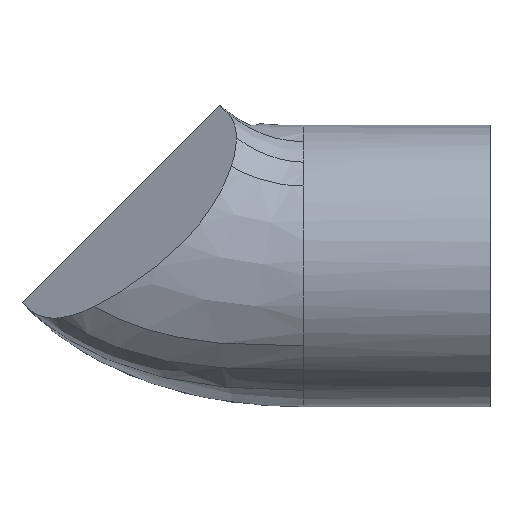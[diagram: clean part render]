
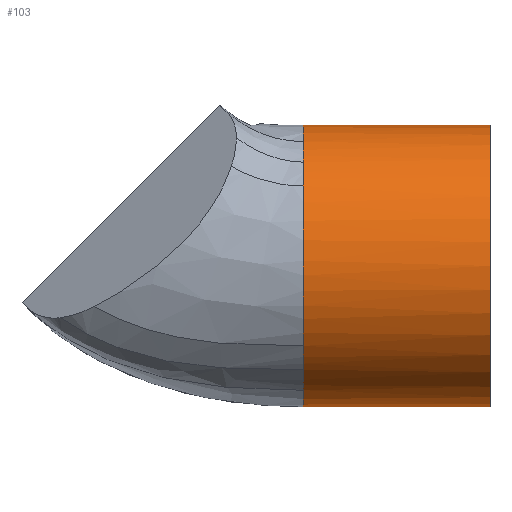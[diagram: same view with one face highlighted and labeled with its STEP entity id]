
A CAD part, front view. The second image highlights one B-rep face of the part: STEP entity #103.
In plain terms, the highlighted cylindrical face has radius 17 mm (diameter 34 mm), a partial arc.
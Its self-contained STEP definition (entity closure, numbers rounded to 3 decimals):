
#103=ADVANCED_FACE('',(#237),#238,.T.);
#237=FACE_OUTER_BOUND('',#406,.T.);
#238=CYLINDRICAL_SURFACE('',#407,17.0);
#406=EDGE_LOOP('',(#2919,#2920,#2921,#2922,#2923,#2924,#2925,#2926,#2927,#2928));
#407=AXIS2_PLACEMENT_3D('',#2929,#2930,#2931);
#2919=ORIENTED_EDGE('',*,*,#3290,.T.);
#2920=ORIENTED_EDGE('',*,*,#3291,.F.);
#2921=ORIENTED_EDGE('',*,*,#3292,.F.);
#2922=ORIENTED_EDGE('',*,*,#3293,.F.);
#2923=ORIENTED_EDGE('',*,*,#3294,.F.);
#2924=ORIENTED_EDGE('',*,*,#3295,.F.);
#2925=ORIENTED_EDGE('',*,*,#3296,.F.);
#2926=ORIENTED_EDGE('',*,*,#3277,.T.);
#2927=ORIENTED_EDGE('',*,*,#3285,.F.);
#2928=ORIENTED_EDGE('',*,*,#3281,.F.);
#2929=CARTESIAN_POINT('',(-0.5,0.0,0.0));
#2930=DIRECTION('',(1.0,0.0,0.0));
#2931=DIRECTION('',(0.0,0.0,-1.0));
#3277=EDGE_CURVE('',#3473,#3471,#3474,.F.);
#3281=EDGE_CURVE('',#3479,#3462,#3481,.T.);
#3285=EDGE_CURVE('',#3462,#3471,#3485,.F.);
#3290=EDGE_CURVE('',#3479,#3490,#3491,.T.);
#3291=EDGE_CURVE('',#3492,#3490,#3493,.F.);
#3292=EDGE_CURVE('',#3494,#3492,#3495,.F.);
#3293=EDGE_CURVE('',#3496,#3494,#3497,.F.);
#3294=EDGE_CURVE('',#3498,#3496,#3499,.F.);
#3295=EDGE_CURVE('',#3500,#3498,#3501,.F.);
#3296=EDGE_CURVE('',#3473,#3500,#3502,.F.);
#3462=VERTEX_POINT('',#3740);
#3471=VERTEX_POINT('',#3753);
#3473=VERTEX_POINT('',#3756);
#3474=LINE('',#3757,#3758);
#3479=VERTEX_POINT('',#3771);
#3481=LINE('',#3782,#3783);
#3485=CIRCLE('',#3787,17.0);
#3490=VERTEX_POINT('',#3792);
#3491=(B_SPLINE_CURVE(3,(#3794,#3795,#3796,#3797,#3798,#3799,#3800),.UNSPECIFIED.,.F.,.F.)B_SPLINE_CURVE_WITH_KNOTS((4,1,1,1,4),(0.,0.25,0.5,0.75,1.),.UNSPECIFIED.)RATIONAL_B_SPLINE_CURVE((1.,0.996,0.989,0.986,0.989,0.996,1.0))BOUNDED_CURVE()REPRESENTATION_ITEM('')GEOMETRIC_REPRESENTATION_ITEM()CURVE());
#3492=VERTEX_POINT('',#3807);
#3493=(B_SPLINE_CURVE(3,(#3809,#3810,#3811,#3812,#3813,#3814,#3815),.UNSPECIFIED.,.F.,.F.)B_SPLINE_CURVE_WITH_KNOTS((4,1,1,1,4),(0.,0.25,0.5,0.75,1.),.UNSPECIFIED.)RATIONAL_B_SPLINE_CURVE((1.0,0.999,0.997,0.996,0.997,0.999,1.0))BOUNDED_CURVE()REPRESENTATION_ITEM('')GEOMETRIC_REPRESENTATION_ITEM()CURVE());
#3494=VERTEX_POINT('',#3822);
#3495=(B_SPLINE_CURVE(3,(#3824,#3825,#3826,#3827),.UNSPECIFIED.,.F.,.F.)B_SPLINE_CURVE_WITH_KNOTS((4,4),(0.,1.),.UNSPECIFIED.)RATIONAL_B_SPLINE_CURVE((1.0,0.996,0.996,1.0))BOUNDED_CURVE()REPRESENTATION_ITEM('')GEOMETRIC_REPRESENTATION_ITEM()CURVE());
#3496=VERTEX_POINT('',#3834);
#3497=(B_SPLINE_CURVE(3,(#3836,#3837,#3838,#3839,#3840,#3841,#3842,#3843,#3844),.UNSPECIFIED.,.F.,.F.)B_SPLINE_CURVE_WITH_KNOTS((4,1,1,1,1,1,4),(0.,0.125,0.25,0.5,0.75,0.875,1.),.UNSPECIFIED.)RATIONAL_B_SPLINE_CURVE((1.0,0.985,0.96,0.923,0.904,0.923,0.96,0.985,1.0))BOUNDED_CURVE()REPRESENTATION_ITEM('')GEOMETRIC_REPRESENTATION_ITEM()CURVE());
#3498=VERTEX_POINT('',#3851);
#3499=(B_SPLINE_CURVE(3,(#3853,#3854,#3855,#3856),.UNSPECIFIED.,.F.,.F.)B_SPLINE_CURVE_WITH_KNOTS((4,4),(0.,1.001),.UNSPECIFIED.)RATIONAL_B_SPLINE_CURVE((1.0,0.996,0.996,1.0))BOUNDED_CURVE()REPRESENTATION_ITEM('')GEOMETRIC_REPRESENTATION_ITEM()CURVE());
#3500=VERTEX_POINT('',#3863);
#3501=(B_SPLINE_CURVE(3,(#3865,#3866,#3867,#3868,#3869,#3870,#3871),.UNSPECIFIED.,.F.,.F.)B_SPLINE_CURVE_WITH_KNOTS((4,1,1,1,4),(0.,0.25,0.5,0.75,1.),.UNSPECIFIED.)RATIONAL_B_SPLINE_CURVE((1.0,0.999,0.997,0.996,0.997,0.999,1.0))BOUNDED_CURVE()REPRESENTATION_ITEM('')GEOMETRIC_REPRESENTATION_ITEM()CURVE());
#3502=(B_SPLINE_CURVE(3,(#3879,#3880,#3881,#3882,#3883,#3884,#3885),.UNSPECIFIED.,.F.,.F.)B_SPLINE_CURVE_WITH_KNOTS((4,1,1,1,4),(0.,0.25,0.5,0.75,1.),.UNSPECIFIED.)RATIONAL_B_SPLINE_CURVE((1.0,0.996,0.989,0.986,0.989,0.996,1.))BOUNDED_CURVE()REPRESENTATION_ITEM('')GEOMETRIC_REPRESENTATION_ITEM()CURVE());
#3740=CARTESIAN_POINT('',(22.0,-0.5,16.993));
#3753=CARTESIAN_POINT('',(22.0,-0.5,-16.993));
#3756=CARTESIAN_POINT('',(-0.5,-0.5,-16.993));
#3757=CARTESIAN_POINT('',(-0.5,-0.5,-16.993));
#3758=VECTOR('',#4584,1.0);
#3771=CARTESIAN_POINT('',(-0.5,-0.5,16.993));
#3782=CARTESIAN_POINT('',(-0.5,-0.5,16.993));
#3783=VECTOR('',#4586,1.0);
#3787=AXIS2_PLACEMENT_3D('',#4593,#4594,#4595);
#3792=CARTESIAN_POINT('',(-0.5,-8.,15.));
#3794=CARTESIAN_POINT('',(-0.5,-0.5,16.993));
#3795=CARTESIAN_POINT('',(-0.5,-1.149,16.974));
#3796=CARTESIAN_POINT('',(-0.5,-2.45,16.861));
#3797=CARTESIAN_POINT('',(-0.5,-4.375,16.467));
#3798=CARTESIAN_POINT('',(-0.5,-6.242,15.853));
#3799=CARTESIAN_POINT('',(-0.5,-7.427,15.306));
#3800=CARTESIAN_POINT('',(-0.5,-8.,15.));
#3807=CARTESIAN_POINT('',(-0.5,-11.5,12.52));
#3809=CARTESIAN_POINT('',(-0.5,-8.,15.));
#3810=CARTESIAN_POINT('',(-0.5,-8.316,14.832));
#3811=CARTESIAN_POINT('',(-0.5,-8.938,14.474));
#3812=CARTESIAN_POINT('',(-0.5,-9.835,13.88));
#3813=CARTESIAN_POINT('',(-0.5,-10.693,13.23));
#3814=CARTESIAN_POINT('',(-0.5,-11.236,12.762));
#3815=CARTESIAN_POINT('',(-0.5,-11.5,12.52));
#3822=CARTESIAN_POINT('',(-0.5,-14.,9.644));
#3824=CARTESIAN_POINT('',(-0.5,-11.5,12.52));
#3825=CARTESIAN_POINT('',(-0.5,-12.439,11.657));
#3826=CARTESIAN_POINT('',(-0.5,-13.276,10.694));
#3827=CARTESIAN_POINT('',(-0.5,-14.,9.644));
#3834=CARTESIAN_POINT('',(-0.5,-14.,-9.644));
#3836=CARTESIAN_POINT('',(-0.5,-14.,9.644));
#3837=CARTESIAN_POINT('',(-0.5,-14.463,8.972));
#3838=CARTESIAN_POINT('',(-0.5,-15.307,7.538));
#3839=CARTESIAN_POINT('',(-0.5,-16.594,4.354));
#3840=CARTESIAN_POINT('',(-0.5,-17.276,0.));
#3841=CARTESIAN_POINT('',(-0.5,-16.594,-4.354));
#3842=CARTESIAN_POINT('',(-0.5,-15.307,-7.537));
#3843=CARTESIAN_POINT('',(-0.5,-14.463,-8.972));
#3844=CARTESIAN_POINT('',(-0.5,-14.,-9.644));
#3851=CARTESIAN_POINT('',(-0.5,-11.5,-12.52));
#3853=CARTESIAN_POINT('',(-0.5,-14.,-9.644));
#3854=CARTESIAN_POINT('',(-0.5,-13.276,-10.694));
#3855=CARTESIAN_POINT('',(-0.5,-12.439,-11.657));
#3856=CARTESIAN_POINT('',(-0.5,-11.5,-12.52));
#3863=CARTESIAN_POINT('',(-0.5,-8.,-15.));
#3865=CARTESIAN_POINT('',(-0.5,-11.5,-12.52));
#3866=CARTESIAN_POINT('',(-0.5,-11.236,-12.762));
#3867=CARTESIAN_POINT('',(-0.5,-10.693,-13.23));
#3868=CARTESIAN_POINT('',(-0.5,-9.835,-13.88));
#3869=CARTESIAN_POINT('',(-0.5,-8.937,-14.474));
#3870=CARTESIAN_POINT('',(-0.5,-8.316,-14.832));
#3871=CARTESIAN_POINT('',(-0.5,-8.,-15.));
#3879=CARTESIAN_POINT('',(-0.5,-8.,-15.));
#3880=CARTESIAN_POINT('',(-0.5,-7.427,-15.306));
#3881=CARTESIAN_POINT('',(-0.5,-6.242,-15.853));
#3882=CARTESIAN_POINT('',(-0.5,-4.375,-16.467));
#3883=CARTESIAN_POINT('',(-0.5,-2.45,-16.861));
#3884=CARTESIAN_POINT('',(-0.5,-1.149,-16.974));
#3885=CARTESIAN_POINT('',(-0.5,-0.5,-16.993));
#4584=DIRECTION('',(-1.0,-0.0,-0.0));
#4586=DIRECTION('',(1.0,0.0,0.0));
#4593=CARTESIAN_POINT('',(22.0,0.0,0.0));
#4594=DIRECTION('',(-1.0,0.0,0.0));
#4595=DIRECTION('',(0.0,0.0,-1.0));
